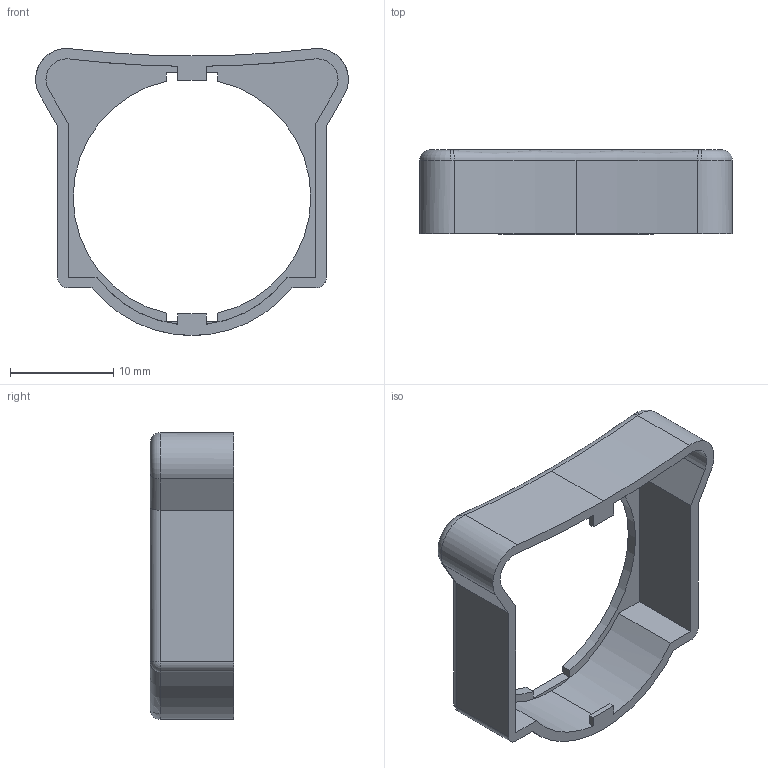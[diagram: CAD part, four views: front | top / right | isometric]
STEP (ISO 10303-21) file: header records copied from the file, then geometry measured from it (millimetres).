
FILE_DESCRIPTION (( 'STEP AP214' ), '1' );
FILE_NAME ('BRX1-0001.STEP', '2020-02-10T16:25:20', ( '' ), ( '' ), 'SwSTEP 2.0', 'SolidWorks 2017', '' );
FILE_SCHEMA (( 'AUTOMOTIVE_DESIGN' ));
Length unit declared in the file: millimetre
Products named in the file (1): BRX1-0001
Bounding box: 30.3 x 8.1 x 27.8 mm (x, y, z)
Volume: 943.8 mm3; surface area: 2074.4 mm2
Topology: 1 solids, 1 shells, 59 faces, 156 edges, 98 vertices
Faces by surface type: plane 29, cylinder 22, torus 6, sphere 2
Entity records: 1858 total; most frequent: CARTESIAN_POINT 332, DIRECTION 324, ORIENTED_EDGE 308, EDGE_CURVE 154, AXIS2_PLACEMENT_3D 114, VERTEX_POINT 98, LINE 96, VECTOR 96
